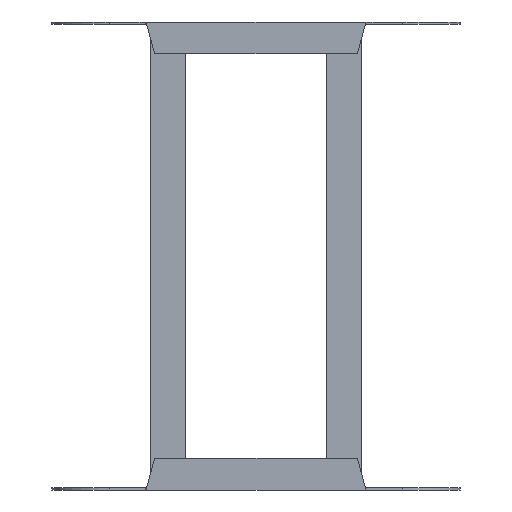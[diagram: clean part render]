
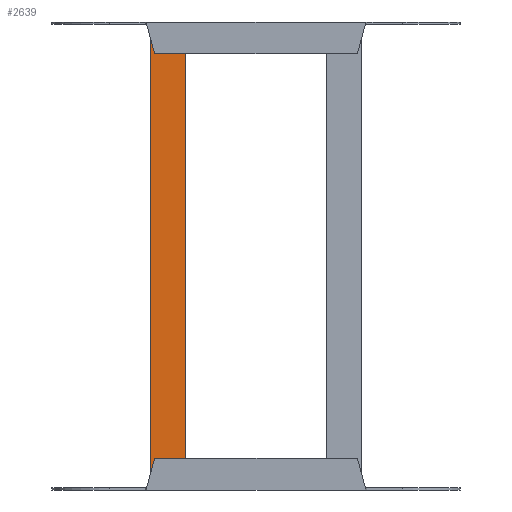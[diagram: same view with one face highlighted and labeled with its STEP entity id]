
A CAD part, front view. The second image highlights one B-rep face of the part: STEP entity #2639.
In plain terms, the highlighted planar face has unit normal (0, -1, 0).
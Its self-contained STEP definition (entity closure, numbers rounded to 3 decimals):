
#47 = LINE ( 'NONE', #1274, #2470 ) ;
#157 = VECTOR ( 'NONE', #729, 1000. ) ;
#167 = LINE ( 'NONE', #1268, #170 ) ;
#170 = VECTOR ( 'NONE', #888, 1000. ) ;
#230 = CARTESIAN_POINT ( 'NONE',  ( 15., 0., 196. ) ) ;
#233 = CARTESIAN_POINT ( 'NONE',  ( -11.5, 0., -196. ) ) ;
#269 = CARTESIAN_POINT ( 'NONE',  ( -11.5, 0., -196. ) ) ;
#337 = FACE_OUTER_BOUND ( 'NONE', #2824, .T. ) ;
#471 = CARTESIAN_POINT ( 'NONE',  ( -15., 0., 196. ) ) ;
#493 = VERTEX_POINT ( 'NONE', #230 ) ;
#522 = VECTOR ( 'NONE', #1645, 1000. ) ;
#580 = VERTEX_POINT ( 'NONE', #1254 ) ;
#696 = EDGE_CURVE ( 'NONE', #736, #580, #3202, .T. ) ;
#729 = DIRECTION ( 'NONE',  ( 1., 0., 0. ) ) ;
#736 = VERTEX_POINT ( 'NONE', #2473 ) ;
#795 = EDGE_CURVE ( 'NONE', #2403, #493, #3012, .T. ) ;
#796 = DIRECTION ( 'NONE',  ( 0., 0., 1. ) ) ;
#816 = EDGE_CURVE ( 'NONE', #736, #493, #2889, .T. ) ;
#841 = EDGE_CURVE ( 'NONE', #1039, #2185, #167, .T. ) ;
#888 = DIRECTION ( 'NONE',  ( -1., 0., 0. ) ) ;
#1039 = VERTEX_POINT ( 'NONE', #269 ) ;
#1059 = LINE ( 'NONE', #1751, #1090 ) ;
#1074 = PLANE ( 'NONE',  #1471 ) ;
#1090 = VECTOR ( 'NONE', #1456, 1000. ) ;
#1198 = ORIENTED_EDGE ( 'NONE', *, *, #696, .T. ) ;
#1203 = ORIENTED_EDGE ( 'NONE', *, *, #2958, .T. ) ;
#1254 = CARTESIAN_POINT ( 'NONE',  ( -11.5, 0., 196. ) ) ;
#1268 = CARTESIAN_POINT ( 'NONE',  ( -11.5, 0., -196. ) ) ;
#1274 = CARTESIAN_POINT ( 'NONE',  ( 15., 0., -196. ) ) ;
#1278 = ORIENTED_EDGE ( 'NONE', *, *, #3285, .F. ) ;
#1289 = ORIENTED_EDGE ( 'NONE', *, *, #841, .F. ) ;
#1331 = ORIENTED_EDGE ( 'NONE', *, *, #1636, .F. ) ;
#1373 = ORIENTED_EDGE ( 'NONE', *, *, #2342, .T. ) ;
#1407 = ORIENTED_EDGE ( 'NONE', *, *, #795, .T. ) ;
#1456 = DIRECTION ( 'NONE',  ( -1., 0., 0. ) ) ;
#1471 = AXIS2_PLACEMENT_3D ( 'NONE', #233, #1530, #3206 ) ;
#1504 = CARTESIAN_POINT ( 'NONE',  ( -15., 0., 196. ) ) ;
#1505 = DIRECTION ( 'NONE',  ( 1., 0., 0. ) ) ;
#1512 = ORIENTED_EDGE ( 'NONE', *, *, #816, .F. ) ;
#1530 = DIRECTION ( 'NONE',  ( 0., 1., 0. ) ) ;
#1537 = VECTOR ( 'NONE', #796, 1000. ) ;
#1567 = VERTEX_POINT ( 'NONE', #2868 ) ;
#1636 = EDGE_CURVE ( 'NONE', #1567, #1039, #1059, .T. ) ;
#1645 = DIRECTION ( 'NONE',  ( -1., 0., 0. ) ) ;
#1751 = CARTESIAN_POINT ( 'NONE',  ( -11.5, 0., -196. ) ) ;
#1981 = LINE ( 'NONE', #2022, #1537 ) ;
#2022 = CARTESIAN_POINT ( 'NONE',  ( -15., 0., -196. ) ) ;
#2080 = DIRECTION ( 'NONE',  ( -1., 0., 0. ) ) ;
#2183 = CARTESIAN_POINT ( 'NONE',  ( -11.5, 0., 196. ) ) ;
#2185 = VERTEX_POINT ( 'NONE', #3062 ) ;
#2342 = EDGE_CURVE ( 'NONE', #1567, #2403, #47, .T. ) ;
#2403 = VERTEX_POINT ( 'NONE', #2703 ) ;
#2470 = VECTOR ( 'NONE', #1505, 1000. ) ;
#2473 = CARTESIAN_POINT ( 'NONE',  ( 11.5, 0., 196. ) ) ;
#2639 = ADVANCED_FACE ( 'NONE', ( #337 ), #1074, .F. ) ;
#2703 = CARTESIAN_POINT ( 'NONE',  ( 15., 0., -196. ) ) ;
#2753 = VERTEX_POINT ( 'NONE', #471 ) ;
#2817 = CARTESIAN_POINT ( 'NONE',  ( 15., 0., -196. ) ) ;
#2824 = EDGE_LOOP ( 'NONE', ( #1198, #1203, #1278, #1289, #1331, #1373, #1407, #1512 ) ) ;
#2868 = CARTESIAN_POINT ( 'NONE',  ( 11.5, 0., -196. ) ) ;
#2875 = LINE ( 'NONE', #1504, #522 ) ;
#2889 = LINE ( 'NONE', #3228, #157 ) ;
#2958 = EDGE_CURVE ( 'NONE', #580, #2753, #2875, .T. ) ;
#2972 = VECTOR ( 'NONE', #3326, 1000. ) ;
#3012 = LINE ( 'NONE', #2817, #2972 ) ;
#3062 = CARTESIAN_POINT ( 'NONE',  ( -15., 0., -196. ) ) ;
#3173 = VECTOR ( 'NONE', #2080, 1000. ) ;
#3202 = LINE ( 'NONE', #2183, #3173 ) ;
#3206 = DIRECTION ( 'NONE',  ( 0., 0., 1. ) ) ;
#3228 = CARTESIAN_POINT ( 'NONE',  ( -11.5, 0., 196. ) ) ;
#3285 = EDGE_CURVE ( 'NONE', #2185, #2753, #1981, .T. ) ;
#3326 = DIRECTION ( 'NONE',  ( 0., 0., 1. ) ) ;
